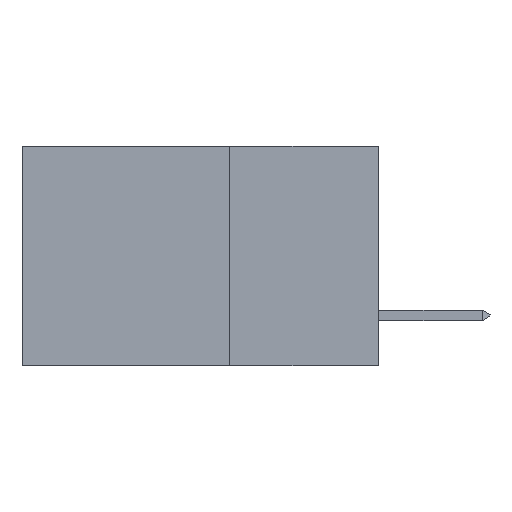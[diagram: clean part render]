
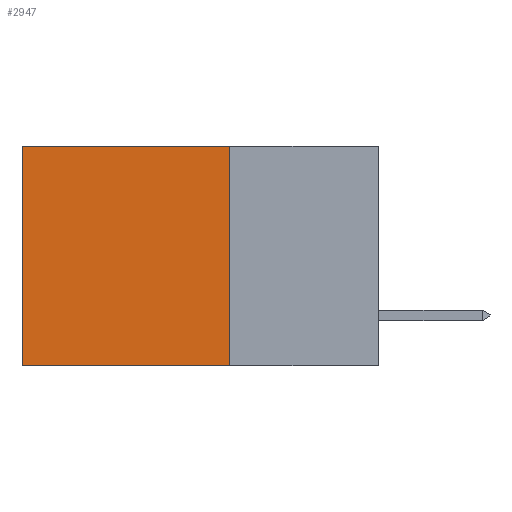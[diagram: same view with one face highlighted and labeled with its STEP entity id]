
A CAD part, left-side view. The second image highlights one B-rep face of the part: STEP entity #2947.
In plain terms, the highlighted planar face has unit normal (-1, 0, 0).
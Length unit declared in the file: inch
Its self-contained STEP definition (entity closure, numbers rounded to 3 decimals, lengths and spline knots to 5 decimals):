
#831 = EDGE_CURVE ( 'NONE', #13770, #12038, #13031, .T. ) ;
#2947 = ADVANCED_FACE ( 'NONE', ( #4838 ), #6028, .F. ) ;
#3138 = DIRECTION ( 'NONE',  ( 0., 0., -1. ) ) ;
#3280 = ORIENTED_EDGE ( 'NONE', *, *, #831, .T. ) ;
#3284 = CARTESIAN_POINT ( 'NONE',  ( 0.2615, 0.25, -0.37 ) ) ;
#4113 = ORIENTED_EDGE ( 'NONE', *, *, #5335, .F. ) ;
#4838 = FACE_OUTER_BOUND ( 'NONE', #13217, .T. ) ;
#5335 = EDGE_CURVE ( 'NONE', #7356, #8132, #9490, .T. ) ;
#5384 = ORIENTED_EDGE ( 'NONE', *, *, #7817, .T. ) ;
#5492 = CARTESIAN_POINT ( 'NONE',  ( 0.2615, 0.6, -0.37 ) ) ;
#6028 = PLANE ( 'NONE',  #10247 ) ;
#6082 = DIRECTION ( 'NONE',  ( 0., 0., -1. ) ) ;
#6901 = VECTOR ( 'NONE', #9767, 39.37008 ) ;
#6929 = EDGE_CURVE ( 'NONE', #8132, #12038, #11638, .T. ) ;
#7291 = DIRECTION ( 'NONE',  ( 0., 1., 0. ) ) ;
#7356 = VERTEX_POINT ( 'NONE', #7510 ) ;
#7510 = CARTESIAN_POINT ( 'NONE',  ( 0.2615, 0.25, 0. ) ) ;
#7817 = EDGE_CURVE ( 'NONE', #7356, #13770, #12161, .T. ) ;
#8132 = VERTEX_POINT ( 'NONE', #3284 ) ;
#8357 = CARTESIAN_POINT ( 'NONE',  ( 0.2615, 0.25, -0.37 ) ) ;
#9490 = LINE ( 'NONE', #13018, #10409 ) ;
#9645 = VECTOR ( 'NONE', #7291, 39.37008 ) ;
#9767 = DIRECTION ( 'NONE',  ( 0., 1., 0. ) ) ;
#10247 = AXIS2_PLACEMENT_3D ( 'NONE', #13066, #14076, #10790 ) ;
#10409 = VECTOR ( 'NONE', #6082, 39.37008 ) ;
#10537 = CARTESIAN_POINT ( 'NONE',  ( 0.2615, 0.6, 0. ) ) ;
#10790 = DIRECTION ( 'NONE',  ( 0., 0., -1. ) ) ;
#10929 = CARTESIAN_POINT ( 'NONE',  ( 0.2615, 0.25, 0. ) ) ;
#11015 = CARTESIAN_POINT ( 'NONE',  ( 0.2615, 0.6, -0.37 ) ) ;
#11587 = VECTOR ( 'NONE', #3138, 39.37008 ) ;
#11638 = LINE ( 'NONE', #8357, #9645 ) ;
#12038 = VERTEX_POINT ( 'NONE', #11015 ) ;
#12161 = LINE ( 'NONE', #10929, #6901 ) ;
#13018 = CARTESIAN_POINT ( 'NONE',  ( 0.2615, 0.25, -0.37 ) ) ;
#13031 = LINE ( 'NONE', #5492, #11587 ) ;
#13066 = CARTESIAN_POINT ( 'NONE',  ( 0.2615, 0.25, -0.37 ) ) ;
#13217 = EDGE_LOOP ( 'NONE', ( #3280, #14152, #4113, #5384 ) ) ;
#13770 = VERTEX_POINT ( 'NONE', #10537 ) ;
#14076 = DIRECTION ( 'NONE',  ( 1., 0., 0. ) ) ;
#14152 = ORIENTED_EDGE ( 'NONE', *, *, #6929, .F. ) ;
